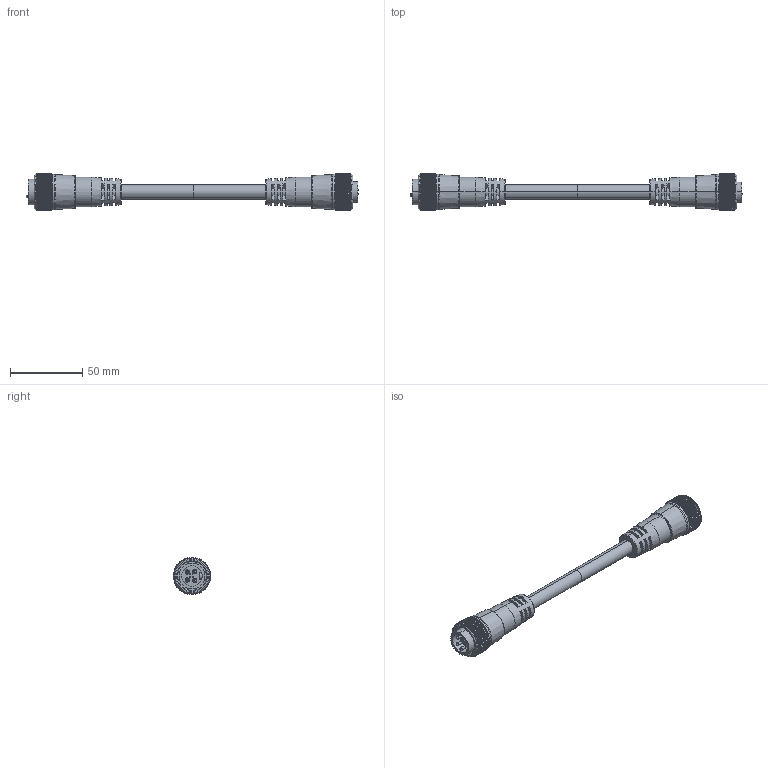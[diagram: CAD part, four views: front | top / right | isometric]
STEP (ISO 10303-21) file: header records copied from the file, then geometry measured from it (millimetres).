
FILE_DESCRIPTION (( 'STEP AP214' ), '1' );
FILE_NAME ('ZP-S1-4MFP-10M.step', '2016-03-08T22:11:55', ( '' ), ( '' ), 'SwSTEP 2.0', 'SolidWorks 2015', '' );
FILE_SCHEMA (( 'AUTOMOTIVE_DESIGN' ));
Length unit declared in the file: millimetre
Products named in the file (1): ZP-S1-4MFP-10M
Bounding box: 229.66 x 25.83 x 25.84 mm (x, y, z)
Volume: 50831 mm3; surface area: 23387.5 mm2
Topology: 8 solids, 8 shells, 1142 faces, 3210 edges, 2120 vertices
Faces by surface type: cylinder 624, plane 422, bspline 40, cone 36, torus 12, sphere 8
Entity records: 42586 total; most frequent: CARTESIAN_POINT 14564, ORIENTED_EDGE 6388, DIRECTION 4547, EDGE_CURVE 3194, VERTEX_POINT 2112, AXIS2_PLACEMENT_3D 1655, B_SPLINE_CURVE_WITH_KNOTS 1405, VECTOR 1237
